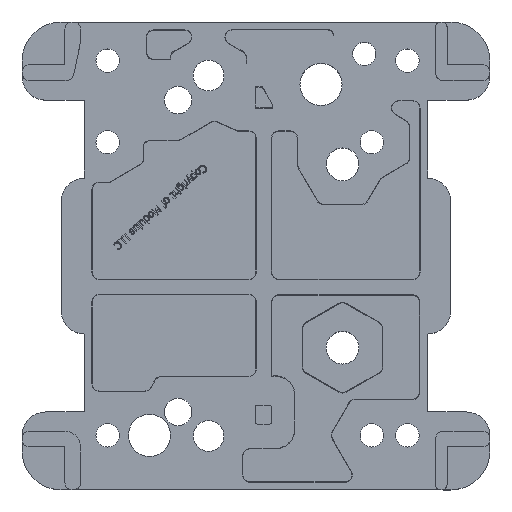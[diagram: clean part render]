
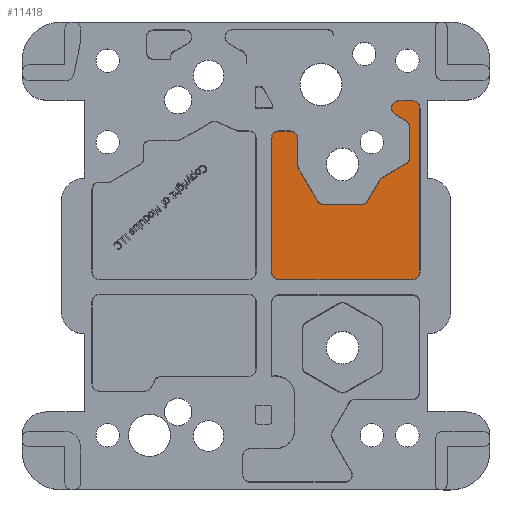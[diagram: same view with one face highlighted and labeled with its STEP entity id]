
A CAD part, top view. The second image highlights one B-rep face of the part: STEP entity #11418.
In plain terms, the highlighted planar face has unit normal (0, 0, 1).
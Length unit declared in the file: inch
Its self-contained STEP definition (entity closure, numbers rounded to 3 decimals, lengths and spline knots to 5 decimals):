
#577=CIRCLE('',#12060,0.046);
#578=CIRCLE('',#12061,0.046);
#579=CIRCLE('',#12062,0.046);
#580=CIRCLE('',#12063,0.046);
#581=CIRCLE('',#12064,0.046);
#582=CIRCLE('',#12065,0.046);
#583=CIRCLE('',#12066,0.046);
#584=CIRCLE('',#12067,0.046);
#585=CIRCLE('',#12068,0.046);
#586=CIRCLE('',#12069,0.046);
#587=CIRCLE('',#12070,0.046);
#588=CIRCLE('',#12071,0.046);
#936=FACE_OUTER_BOUND('',#1583,.T.);
#1583=EDGE_LOOP('',(#7460,#7461,#7462,#7463,#7464,#7465,#7466,#7467,#7468,
#7469,#7470,#7471,#7472,#7473,#7474,#7475,#7476,#7477,#7478,#7479,#7480,
#7481,#7482,#7483));
#2417=LINE('',#16531,#3519);
#2418=LINE('',#16535,#3520);
#2419=LINE('',#16539,#3521);
#2420=LINE('',#16543,#3522);
#2421=LINE('',#16547,#3523);
#2422=LINE('',#16551,#3524);
#2423=LINE('',#16555,#3525);
#2424=LINE('',#16559,#3526);
#2425=LINE('',#16563,#3527);
#2426=LINE('',#16567,#3528);
#2427=LINE('',#16571,#3529);
#2428=LINE('',#16574,#3530);
#3519=VECTOR('',#12987,0.073);
#3520=VECTOR('',#12990,0.85629);
#3521=VECTOR('',#12993,0.858);
#3522=VECTOR('',#12996,1.05129);
#3523=VECTOR('',#12999,0.08756);
#3524=VECTOR('',#13002,0.0791);
#3525=VECTOR('',#13005,0.19955);
#3526=VECTOR('',#13008,0.17444);
#3527=VECTOR('',#13011,0.15378);
#3528=VECTOR('',#13014,0.24462);
#3529=VECTOR('',#13017,0.24338);
#3530=VECTOR('',#13020,0.16707);
#4744=VERTEX_POINT('',#16527);
#4745=VERTEX_POINT('',#16528);
#4746=VERTEX_POINT('',#16530);
#4747=VERTEX_POINT('',#16532);
#4748=VERTEX_POINT('',#16534);
#4749=VERTEX_POINT('',#16536);
#4750=VERTEX_POINT('',#16538);
#4751=VERTEX_POINT('',#16540);
#4752=VERTEX_POINT('',#16542);
#4753=VERTEX_POINT('',#16544);
#4754=VERTEX_POINT('',#16546);
#4755=VERTEX_POINT('',#16548);
#4756=VERTEX_POINT('',#16550);
#4757=VERTEX_POINT('',#16552);
#4758=VERTEX_POINT('',#16554);
#4759=VERTEX_POINT('',#16556);
#4760=VERTEX_POINT('',#16558);
#4761=VERTEX_POINT('',#16560);
#4762=VERTEX_POINT('',#16562);
#4763=VERTEX_POINT('',#16564);
#4764=VERTEX_POINT('',#16566);
#4765=VERTEX_POINT('',#16568);
#4766=VERTEX_POINT('',#16570);
#4767=VERTEX_POINT('',#16572);
#5817=EDGE_CURVE('',#4744,#4745,#577,.T.);
#5818=EDGE_CURVE('',#4746,#4744,#2417,.T.);
#5819=EDGE_CURVE('',#4747,#4746,#578,.T.);
#5820=EDGE_CURVE('',#4748,#4747,#2418,.T.);
#5821=EDGE_CURVE('',#4749,#4748,#579,.T.);
#5822=EDGE_CURVE('',#4750,#4749,#2419,.T.);
#5823=EDGE_CURVE('',#4751,#4750,#580,.T.);
#5824=EDGE_CURVE('',#4752,#4751,#2420,.T.);
#5825=EDGE_CURVE('',#4753,#4752,#581,.T.);
#5826=EDGE_CURVE('',#4754,#4753,#2421,.T.);
#5827=EDGE_CURVE('',#4755,#4754,#582,.T.);
#5828=EDGE_CURVE('',#4756,#4755,#2422,.T.);
#5829=EDGE_CURVE('',#4757,#4756,#583,.T.);
#5830=EDGE_CURVE('',#4758,#4757,#2423,.T.);
#5831=EDGE_CURVE('',#4759,#4758,#584,.T.);
#5832=EDGE_CURVE('',#4760,#4759,#2424,.T.);
#5833=EDGE_CURVE('',#4761,#4760,#585,.T.);
#5834=EDGE_CURVE('',#4762,#4761,#2425,.T.);
#5835=EDGE_CURVE('',#4763,#4762,#586,.T.);
#5836=EDGE_CURVE('',#4764,#4763,#2426,.T.);
#5837=EDGE_CURVE('',#4765,#4764,#587,.T.);
#5838=EDGE_CURVE('',#4766,#4765,#2427,.T.);
#5839=EDGE_CURVE('',#4767,#4766,#588,.T.);
#5840=EDGE_CURVE('',#4745,#4767,#2428,.T.);
#7460=ORIENTED_EDGE('',*,*,#5817,.F.);
#7461=ORIENTED_EDGE('',*,*,#5818,.F.);
#7462=ORIENTED_EDGE('',*,*,#5819,.F.);
#7463=ORIENTED_EDGE('',*,*,#5820,.F.);
#7464=ORIENTED_EDGE('',*,*,#5821,.F.);
#7465=ORIENTED_EDGE('',*,*,#5822,.F.);
#7466=ORIENTED_EDGE('',*,*,#5823,.F.);
#7467=ORIENTED_EDGE('',*,*,#5824,.F.);
#7468=ORIENTED_EDGE('',*,*,#5825,.F.);
#7469=ORIENTED_EDGE('',*,*,#5826,.F.);
#7470=ORIENTED_EDGE('',*,*,#5827,.F.);
#7471=ORIENTED_EDGE('',*,*,#5828,.F.);
#7472=ORIENTED_EDGE('',*,*,#5829,.F.);
#7473=ORIENTED_EDGE('',*,*,#5830,.F.);
#7474=ORIENTED_EDGE('',*,*,#5831,.F.);
#7475=ORIENTED_EDGE('',*,*,#5832,.F.);
#7476=ORIENTED_EDGE('',*,*,#5833,.F.);
#7477=ORIENTED_EDGE('',*,*,#5834,.F.);
#7478=ORIENTED_EDGE('',*,*,#5835,.F.);
#7479=ORIENTED_EDGE('',*,*,#5836,.F.);
#7480=ORIENTED_EDGE('',*,*,#5837,.F.);
#7481=ORIENTED_EDGE('',*,*,#5838,.F.);
#7482=ORIENTED_EDGE('',*,*,#5839,.F.);
#7483=ORIENTED_EDGE('',*,*,#5840,.F.);
#10459=PLANE('',#12059);
#11418=ADVANCED_FACE('',(#936),#10459,.T.);
#12059=AXIS2_PLACEMENT_3D('',#16526,#12983,#12984);
#12060=AXIS2_PLACEMENT_3D('',#16529,#12985,#12986);
#12061=AXIS2_PLACEMENT_3D('',#16533,#12988,#12989);
#12062=AXIS2_PLACEMENT_3D('',#16537,#12991,#12992);
#12063=AXIS2_PLACEMENT_3D('',#16541,#12994,#12995);
#12064=AXIS2_PLACEMENT_3D('',#16545,#12997,#12998);
#12065=AXIS2_PLACEMENT_3D('',#16549,#13000,#13001);
#12066=AXIS2_PLACEMENT_3D('',#16553,#13003,#13004);
#12067=AXIS2_PLACEMENT_3D('',#16557,#13006,#13007);
#12068=AXIS2_PLACEMENT_3D('',#16561,#13009,#13010);
#12069=AXIS2_PLACEMENT_3D('',#16565,#13012,#13013);
#12070=AXIS2_PLACEMENT_3D('',#16569,#13015,#13016);
#12071=AXIS2_PLACEMENT_3D('',#16573,#13018,#13019);
#12983=DIRECTION('center_axis',(0.,0.,1.));
#12984=DIRECTION('ref_axis',(1.,0.,0.));
#12985=DIRECTION('center_axis',(0.,0.,-1.));
#12986=DIRECTION('ref_axis',(1.,0.,0.));
#12987=DIRECTION('',(1.,0.,0.));
#12988=DIRECTION('center_axis',(0.,0.,-1.));
#12989=DIRECTION('ref_axis',(0.,1.,0.));
#12990=DIRECTION('',(0.,1.,0.));
#12991=DIRECTION('center_axis',(0.,0.,-1.));
#12992=DIRECTION('ref_axis',(-1.,0.,0.));
#12993=DIRECTION('',(-1.,0.,0.));
#12994=DIRECTION('center_axis',(0.,0.,-1.));
#12995=DIRECTION('ref_axis',(0.,-1.,0.));
#12996=DIRECTION('',(0.,-1.,0.));
#12997=DIRECTION('center_axis',(0.,0.,-1.));
#12998=DIRECTION('ref_axis',(1.,0.,0.));
#12999=DIRECTION('',(1.,0.,0.));
#13000=DIRECTION('center_axis',(0.,0.,-1.));
#13001=DIRECTION('ref_axis',(0.,1.,0.));
#13002=DIRECTION('',(-0.866,0.5,0.));
#13003=DIRECTION('center_axis',(0.,0.,1.));
#13004=DIRECTION('ref_axis',(-1.,0.,0.));
#13005=DIRECTION('',(0.,1.,0.));
#13006=DIRECTION('center_axis',(0.,0.,1.));
#13007=DIRECTION('ref_axis',(-0.5,0.866,0.));
#13008=DIRECTION('',(0.866,0.5,0.));
#13009=DIRECTION('center_axis',(0.,0.,-1.));
#13010=DIRECTION('ref_axis',(-0.5,0.866,0.));
#13011=DIRECTION('',(0.5,0.866,0.));
#13012=DIRECTION('center_axis',(0.,0.,1.));
#13013=DIRECTION('ref_axis',(0.,1.,0.));
#13014=DIRECTION('',(1.,0.,0.));
#13015=DIRECTION('center_axis',(0.,0.,1.));
#13016=DIRECTION('ref_axis',(0.866,0.5,0.));
#13017=DIRECTION('',(0.5,-0.866,0.));
#13018=DIRECTION('center_axis',(0.,0.,1.));
#13019=DIRECTION('ref_axis',(1.,0.,0.));
#13020=DIRECTION('',(0.,-1.,0.));
#16526=CARTESIAN_POINT('Origin',(-0.00445,0.66392,
0.2));
#16527=CARTESIAN_POINT('',(0.219,0.8,0.2));
#16528=CARTESIAN_POINT('',(0.265,0.754,0.2));
#16529=CARTESIAN_POINT('Origin',(0.219,0.754,0.2));
#16530=CARTESIAN_POINT('',(0.146,0.8,0.2));
#16531=CARTESIAN_POINT('',(0.10727,0.8,0.2));
#16532=CARTESIAN_POINT('',(0.1,0.754,0.2));
#16533=CARTESIAN_POINT('Origin',(0.146,0.754,0.2));
#16534=CARTESIAN_POINT('',(0.1,-0.10229,0.2));
#16535=CARTESIAN_POINT('',(0.1,0.70896,0.2));
#16536=CARTESIAN_POINT('',(0.146,-0.14829,0.2));
#16537=CARTESIAN_POINT('Origin',(0.146,-0.10229,0.2));
#16538=CARTESIAN_POINT('',(1.004,-0.14829,0.2));
#16539=CARTESIAN_POINT('',(0.07077,-0.14829,0.2));
#16540=CARTESIAN_POINT('',(1.05,-0.10229,0.2));
#16541=CARTESIAN_POINT('Origin',(1.004,-0.10229,0.2));
#16542=CARTESIAN_POINT('',(1.05,0.949,0.2));
#16543=CARTESIAN_POINT('',(1.05,0.28081,0.2));
#16544=CARTESIAN_POINT('',(1.004,0.995,0.2));
#16545=CARTESIAN_POINT('Origin',(1.004,0.949,0.2));
#16546=CARTESIAN_POINT('',(0.91644,0.995,0.2));
#16547=CARTESIAN_POINT('',(0.49977,0.995,0.2));
#16548=CARTESIAN_POINT('',(0.89344,0.90916,0.2));
#16549=CARTESIAN_POINT('Origin',(0.91644,0.949,0.2));
#16550=CARTESIAN_POINT('',(0.96195,0.86961,0.2));
#16551=CARTESIAN_POINT('',(0.60983,1.07291,0.2));
#16552=CARTESIAN_POINT('',(0.98495,0.82977,0.2));
#16553=CARTESIAN_POINT('Origin',(0.93895,0.82977,0.2));
#16554=CARTESIAN_POINT('',(0.98495,0.63023,0.2));
#16555=CARTESIAN_POINT('',(0.98495,0.74685,0.2));
#16556=CARTESIAN_POINT('',(0.96195,0.59039,0.2));
#16557=CARTESIAN_POINT('Origin',(0.93895,0.63023,0.2));
#16558=CARTESIAN_POINT('',(0.81087,0.50317,0.2));
#16559=CARTESIAN_POINT('',(0.61547,0.39035,0.2));
#16560=CARTESIAN_POINT('',(0.79404,0.48633,0.2));
#16561=CARTESIAN_POINT('Origin',(0.83387,0.46333,0.2));
#16562=CARTESIAN_POINT('',(0.71715,0.35315,0.2));
#16563=CARTESIAN_POINT('',(0.73267,0.38005,0.2));
#16564=CARTESIAN_POINT('',(0.67731,0.33015,0.2));
#16565=CARTESIAN_POINT('Origin',(0.67731,0.37615,0.2));
#16566=CARTESIAN_POINT('',(0.43269,0.33015,0.2));
#16567=CARTESIAN_POINT('',(0.33643,0.33015,0.2));
#16568=CARTESIAN_POINT('',(0.39285,0.35315,0.2));
#16569=CARTESIAN_POINT('Origin',(0.43269,0.37615,0.2));
#16570=CARTESIAN_POINT('',(0.27116,0.56393,0.2));
#16571=CARTESIAN_POINT('',(0.27591,0.55571,0.2));
#16572=CARTESIAN_POINT('',(0.265,0.58693,0.2));
#16573=CARTESIAN_POINT('Origin',(0.311,0.58693,0.2));
#16574=CARTESIAN_POINT('',(0.265,0.62542,0.2));
